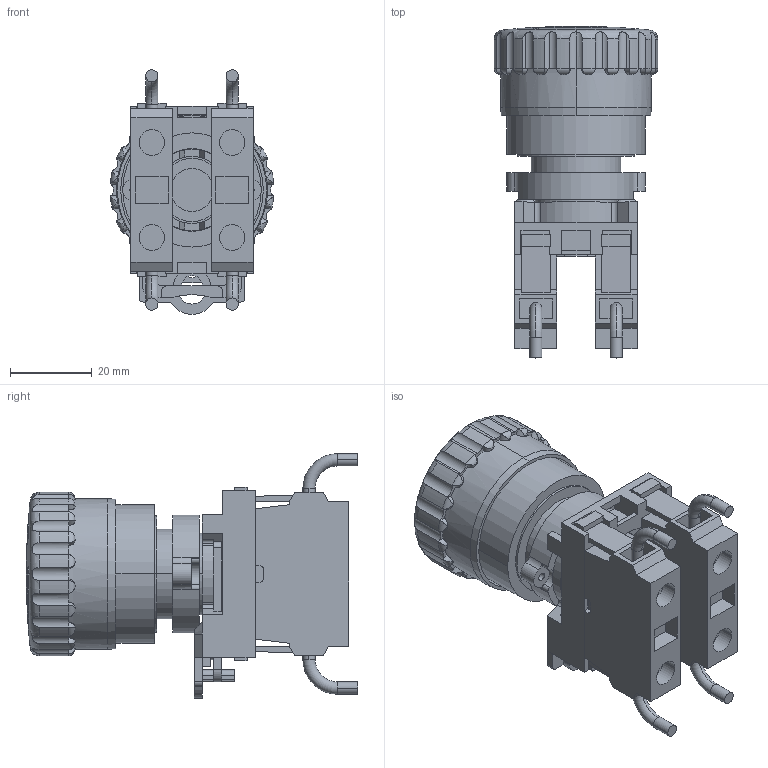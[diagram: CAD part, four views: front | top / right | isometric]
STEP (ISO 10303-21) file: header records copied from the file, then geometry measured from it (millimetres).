
FILE_DESCRIPTION (( 'STEP AP214' ), '1' );
FILE_NAME ('traaconEstop_master.STEP', '2023-12-27T08:36:58', ( '' ), ( '' ), 'SwSTEP 2.0', 'SolidWorks 2020', '' );
FILE_SCHEMA (( 'AUTOMOTIVE_DESIGN' ));
Length unit declared in the file: metre
Products named in the file (10): Part5^traaconEstop_master; traaconEstop_master; Part1^traaconEstop_master; Part8^traaconEstop_master; Part9^traaconEstop_master; Part7^traaconEstop_master; Part2^traaconEstop_master; Part6^traaconEstop_master; Part4^traaconEstop_master; Part3^traaconEstop_master
Assembly tree (10 placements, depth 2):
  traaconEstop_master
    Part1^traaconEstop_master
    Part2^traaconEstop_master
    Part3^traaconEstop_master
    Part5^traaconEstop_master
    Part6^traaconEstop_master
    Part8^traaconEstop_master
    Part4^traaconEstop_master  x2
    Part9^traaconEstop_master  x2
  Part7^traaconEstop_master
Bounding box: 40.08 x 81.4 x 60 mm (x, y, z)
Volume: 63054.5 mm3; surface area: 32507.8 mm2
Topology: 10 solids, 10 shells, 564 faces, 1584 edges, 1042 vertices
Faces by surface type: plane 320, cylinder 202, torus 30, cone 8, sphere 4
Entity records: 17481 total; most frequent: CARTESIAN_POINT 4470, ORIENTED_EDGE 2720, DIRECTION 2620, EDGE_CURVE 1360, AXIS2_PLACEMENT_3D 914, VERTEX_POINT 894, VECTOR 792, LINE 792
